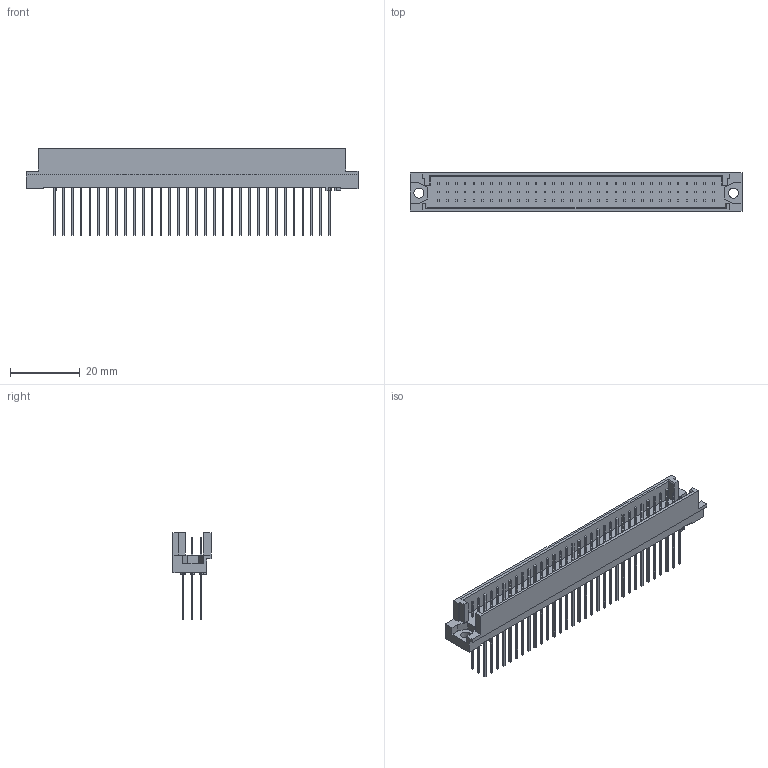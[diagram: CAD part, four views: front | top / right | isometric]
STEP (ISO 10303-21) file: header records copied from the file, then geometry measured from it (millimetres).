
FILE_DESCRIPTION (( 'STEP AP214' ), '1' );
FILE_NAME ('5195~0.STEP', '2019-06-13T07:44:49', ( '' ), ( '' ), 'SwSTEP 2.0', 'SolidWorks 2018', '' );
FILE_SCHEMA (( 'AUTOMOTIVE_DESIGN' ));
Length unit declared in the file: millimetre
Products named in the file (1): 5195~0
Bounding box: 95 x 10.9 x 24.8 mm (x, y, z)
Volume: 5579.1 mm3; surface area: 9152.6 mm2
Topology: 1 solids, 1 shells, 1111 faces, 2735 edges, 1820 vertices
Faces by surface type: plane 1063, bspline 44, cylinder 4
Entity records: 36187 total; most frequent: CARTESIAN_POINT 8343, ORIENTED_EDGE 5470, DIRECTION 4783, EDGE_CURVE 2735, LINE 2631, VECTOR 2631, VERTEX_POINT 1820, EDGE_LOOP 1309
